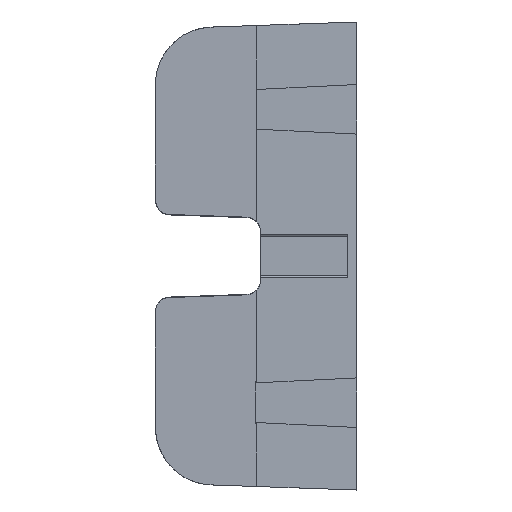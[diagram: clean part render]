
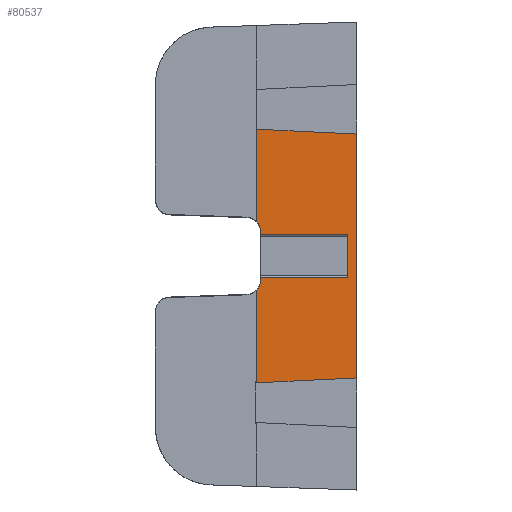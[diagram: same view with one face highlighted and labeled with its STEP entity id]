
A CAD part, left-side view. The second image highlights one B-rep face of the part: STEP entity #80537.
In plain terms, the highlighted planar face has unit normal (-1, 0, 0).
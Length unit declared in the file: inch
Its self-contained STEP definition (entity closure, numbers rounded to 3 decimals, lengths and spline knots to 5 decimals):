
#2051 = VECTOR ( 'NONE', #120451, 39.37008 ) ;
#3558 = VERTEX_POINT ( 'NONE', #38922 ) ;
#5516 = ORIENTED_EDGE ( 'NONE', *, *, #110323, .T. ) ;
#7216 = LINE ( 'NONE', #30053, #130988 ) ;
#8819 = AXIS2_PLACEMENT_3D ( 'NONE', #131570, #61970, #143146 ) ;
#10520 = EDGE_CURVE ( 'NONE', #146303, #144424, #60311, .T. ) ;
#10944 = DIRECTION ( 'NONE',  ( 0., 0., 1. ) ) ;
#11317 = VERTEX_POINT ( 'NONE', #110001 ) ;
#15667 = CARTESIAN_POINT ( 'NONE',  ( -0.425, 0.65, -2.30893 ) ) ;
#15955 = CARTESIAN_POINT ( 'NONE',  ( -0.425, 0., 0. ) ) ;
#18231 = EDGE_CURVE ( 'NONE', #34461, #44424, #90390, .T. ) ;
#18490 = VECTOR ( 'NONE', #121844, 39.37008 ) ;
#19871 = CARTESIAN_POINT ( 'NONE',  ( -0.425, 0.65, 0.22363 ) ) ;
#26518 = CARTESIAN_POINT ( 'NONE',  ( -0.425, 0.057, 0.1375 ) ) ;
#27366 = DIRECTION ( 'NONE',  ( 0., 1., 0. ) ) ;
#27617 = DIRECTION ( 'NONE',  ( 0., 0., 1. ) ) ;
#28043 = LINE ( 'NONE', #63400, #148085 ) ;
#28465 = EDGE_CURVE ( 'NONE', #44424, #116646, #50096, .T. ) ;
#28749 = DIRECTION ( 'NONE',  ( 0., 0.999, -0.049 ) ) ;
#30053 = CARTESIAN_POINT ( 'NONE',  ( -0.425, 0.65, -2.30893 ) ) ;
#30925 = VERTEX_POINT ( 'NONE', #26518 ) ;
#31577 = CARTESIAN_POINT ( 'NONE',  ( -0.425, 0.625, -0.1375 ) ) ;
#32269 = EDGE_CURVE ( 'NONE', #3558, #11317, #28043, .T. ) ;
#34008 = CIRCLE ( 'NONE', #8819, 0.093 ) ;
#34135 = CARTESIAN_POINT ( 'NONE',  ( -0.425, 0., 0.7945 ) ) ;
#34461 = VERTEX_POINT ( 'NONE', #31577 ) ;
#35039 = DIRECTION ( 'NONE',  ( 0., 0., -1. ) ) ;
#35328 = LINE ( 'NONE', #126348, #66277 ) ;
#37052 = CARTESIAN_POINT ( 'NONE',  ( -0.425, 0.65, -0.22363 ) ) ;
#37390 = VECTOR ( 'NONE', #27366, 39.37008 ) ;
#38152 = ORIENTED_EDGE ( 'NONE', *, *, #18231, .T. ) ;
#38830 = PLANE ( 'NONE',  #74287 ) ;
#38922 = CARTESIAN_POINT ( 'NONE',  ( -0.425, 0., -0.7945 ) ) ;
#41766 = DIRECTION ( 'NONE',  ( 0., 0., 1. ) ) ;
#41845 = AXIS2_PLACEMENT_3D ( 'NONE', #150190, #80690, #10944 ) ;
#42081 = ORIENTED_EDGE ( 'NONE', *, *, #110181, .F. ) ;
#42573 = EDGE_CURVE ( 'NONE', #62764, #3558, #35328, .T. ) ;
#44424 = VERTEX_POINT ( 'NONE', #135145 ) ;
#44989 = DIRECTION ( 'NONE',  ( 0., 0., -1. ) ) ;
#45413 = VERTEX_POINT ( 'NONE', #93362 ) ;
#48767 = CARTESIAN_POINT ( 'NONE',  ( -0.425, 0.057, 0.1375 ) ) ;
#50096 = CIRCLE ( 'NONE', #41845, 0.093 ) ;
#52376 = VECTOR ( 'NONE', #100776, 39.37008 ) ;
#53180 = CARTESIAN_POINT ( 'NONE',  ( -0.425, -0.27663, -0.1375 ) ) ;
#55172 = ORIENTED_EDGE ( 'NONE', *, *, #148700, .F. ) ;
#59494 = VECTOR ( 'NONE', #108399, 39.37008 ) ;
#60311 = LINE ( 'NONE', #15667, #2051 ) ;
#61970 = DIRECTION ( 'NONE',  ( 1., 0., 0. ) ) ;
#62764 = VERTEX_POINT ( 'NONE', #34135 ) ;
#63030 = EDGE_CURVE ( 'NONE', #30925, #115027, #99272, .T. ) ;
#63400 = CARTESIAN_POINT ( 'NONE',  ( -0.425, -0.03914, -0.79257 ) ) ;
#63762 = CARTESIAN_POINT ( 'NONE',  ( -0.425, 0.625, 0.16019 ) ) ;
#66277 = VECTOR ( 'NONE', #44989, 39.37008 ) ;
#73043 = ORIENTED_EDGE ( 'NONE', *, *, #32269, .F. ) ;
#74287 = AXIS2_PLACEMENT_3D ( 'NONE', #15955, #97368, #27617 ) ;
#76841 = CARTESIAN_POINT ( 'NONE',  ( -0.425, -0.03914, 0.79257 ) ) ;
#77605 = CARTESIAN_POINT ( 'NONE',  ( -0.425, 0.625, 0.1375 ) ) ;
#79729 = LINE ( 'NONE', #76841, #52376 ) ;
#80537 = ADVANCED_FACE ( 'NONE', ( #146561 ), #38830, .T. ) ;
#80690 = DIRECTION ( 'NONE',  ( 1., 0., 0. ) ) ;
#83377 = CARTESIAN_POINT ( 'NONE',  ( -0.425, 0.625, 0.25 ) ) ;
#88376 = ORIENTED_EDGE ( 'NONE', *, *, #63030, .F. ) ;
#89834 = EDGE_CURVE ( 'NONE', #144424, #62764, #79729, .T. ) ;
#90390 = LINE ( 'NONE', #96757, #59494 ) ;
#93362 = CARTESIAN_POINT ( 'NONE',  ( -0.425, 0.057, -0.1375 ) ) ;
#96757 = CARTESIAN_POINT ( 'NONE',  ( -0.425, 0.625, 0.25 ) ) ;
#97127 = CARTESIAN_POINT ( 'NONE',  ( -0.425, -0.27663, 0.1375 ) ) ;
#97368 = DIRECTION ( 'NONE',  ( -1., 0., 0. ) ) ;
#99272 = LINE ( 'NONE', #97127, #37390 ) ;
#99632 = ORIENTED_EDGE ( 'NONE', *, *, #28465, .T. ) ;
#100776 = DIRECTION ( 'NONE',  ( 0., -0.999, -0.049 ) ) ;
#106713 = ORIENTED_EDGE ( 'NONE', *, *, #42573, .F. ) ;
#107682 = LINE ( 'NONE', #53180, #18490 ) ;
#108399 = DIRECTION ( 'NONE',  ( 0., 0., -1. ) ) ;
#110001 = CARTESIAN_POINT ( 'NONE',  ( -0.425, 0.65, -0.8266 ) ) ;
#110181 = EDGE_CURVE ( 'NONE', #45413, #30925, #144898, .T. ) ;
#110323 = EDGE_CURVE ( 'NONE', #146303, #145410, #34008, .T. ) ;
#110385 = VECTOR ( 'NONE', #141691, 39.37008 ) ;
#115027 = VERTEX_POINT ( 'NONE', #77605 ) ;
#115664 = ORIENTED_EDGE ( 'NONE', *, *, #10520, .F. ) ;
#116646 = VERTEX_POINT ( 'NONE', #37052 ) ;
#118873 = ORIENTED_EDGE ( 'NONE', *, *, #89834, .F. ) ;
#120451 = DIRECTION ( 'NONE',  ( 0., 0., 1. ) ) ;
#121844 = DIRECTION ( 'NONE',  ( 0., 1., 0. ) ) ;
#126262 = EDGE_CURVE ( 'NONE', #45413, #34461, #107682, .T. ) ;
#126348 = CARTESIAN_POINT ( 'NONE',  ( -0.425, 0., 1.525 ) ) ;
#129819 = EDGE_LOOP ( 'NONE', ( #88376, #42081, #133251, #38152, #99632, #55172, #73043, #106713, #118873, #115664, #5516, #145259 ) ) ;
#130988 = VECTOR ( 'NONE', #41766, 39.37008 ) ;
#131570 = CARTESIAN_POINT ( 'NONE',  ( -0.425, 0.718, 0.16019 ) ) ;
#132658 = EDGE_CURVE ( 'NONE', #145410, #115027, #149051, .T. ) ;
#133251 = ORIENTED_EDGE ( 'NONE', *, *, #126262, .T. ) ;
#135145 = CARTESIAN_POINT ( 'NONE',  ( -0.425, 0.625, -0.16019 ) ) ;
#136366 = CARTESIAN_POINT ( 'NONE',  ( -0.425, 0.65, 0.8266 ) ) ;
#141691 = DIRECTION ( 'NONE',  ( 0., 0., 1. ) ) ;
#143146 = DIRECTION ( 'NONE',  ( 0., 0., 1. ) ) ;
#144424 = VERTEX_POINT ( 'NONE', #136366 ) ;
#144898 = LINE ( 'NONE', #48767, #110385 ) ;
#145259 = ORIENTED_EDGE ( 'NONE', *, *, #132658, .T. ) ;
#145365 = VECTOR ( 'NONE', #35039, 39.37008 ) ;
#145410 = VERTEX_POINT ( 'NONE', #63762 ) ;
#146303 = VERTEX_POINT ( 'NONE', #19871 ) ;
#146561 = FACE_OUTER_BOUND ( 'NONE', #129819, .T. ) ;
#148085 = VECTOR ( 'NONE', #28749, 39.37008 ) ;
#148700 = EDGE_CURVE ( 'NONE', #11317, #116646, #7216, .T. ) ;
#149051 = LINE ( 'NONE', #83377, #145365 ) ;
#150190 = CARTESIAN_POINT ( 'NONE',  ( -0.425, 0.718, -0.16019 ) ) ;
